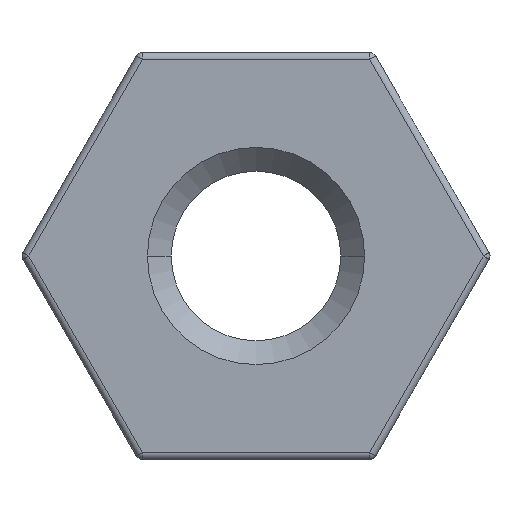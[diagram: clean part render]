
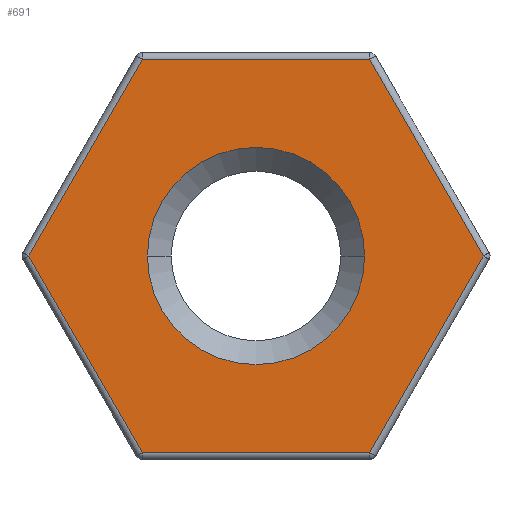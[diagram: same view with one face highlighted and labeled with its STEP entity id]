
A CAD part, left-side view. The second image highlights one B-rep face of the part: STEP entity #691.
In plain terms, the highlighted planar face has unit normal (-1, 0, 0).
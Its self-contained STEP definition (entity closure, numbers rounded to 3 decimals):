
#36 = AXIS2_PLACEMENT_3D ( 'NONE', #55, #1107, #1111 ) ;
#54 = CARTESIAN_POINT ( 'NONE',  ( 0., -1.6, 0. ) ) ;
#55 = CARTESIAN_POINT ( 'NONE',  ( 0., 0., 0. ) ) ;
#68 = ORIENTED_EDGE ( 'NONE', *, *, #356, .T. ) ;
#82 = VECTOR ( 'NONE', #298, 1000. ) ;
#98 = CARTESIAN_POINT ( 'NONE',  ( 0., 3.349, 0. ) ) ;
#102 = AXIS2_PLACEMENT_3D ( 'NONE', #1186, #1081, #897 ) ;
#131 = ORIENTED_EDGE ( 'NONE', *, *, #342, .T. ) ;
#165 = VERTEX_POINT ( 'NONE', #98 ) ;
#171 = VERTEX_POINT ( 'NONE', #54 ) ;
#186 = EDGE_CURVE ( 'NONE', #589, #918, #1252, .T. ) ;
#231 = VECTOR ( 'NONE', #238, 1000. ) ;
#238 = DIRECTION ( 'NONE',  ( 0., 1., 0. ) ) ;
#249 = EDGE_CURVE ( 'NONE', #1157, #171, #697, .T. ) ;
#256 = EDGE_CURVE ( 'NONE', #165, #863, #1260, .T. ) ;
#272 = VECTOR ( 'NONE', #879, 1000. ) ;
#274 = CARTESIAN_POINT ( 'NONE',  ( 0., 0., 2.9 ) ) ;
#277 = ORIENTED_EDGE ( 'NONE', *, *, #186, .T. ) ;
#282 = EDGE_CURVE ( 'NONE', #758, #589, #784, .T. ) ;
#298 = DIRECTION ( 'NONE',  ( 0., -1., 0. ) ) ;
#315 = EDGE_LOOP ( 'NONE', ( #277, #68, #131, #516, #983, #424 ) ) ;
#321 = EDGE_LOOP ( 'NONE', ( #1207, #604 ) ) ;
#342 = EDGE_CURVE ( 'NONE', #765, #165, #1026, .T. ) ;
#356 = EDGE_CURVE ( 'NONE', #918, #765, #1179, .T. ) ;
#365 = EDGE_CURVE ( 'NONE', #171, #1157, #959, .T. ) ;
#374 = EDGE_CURVE ( 'NONE', #863, #758, #929, .T. ) ;
#424 = ORIENTED_EDGE ( 'NONE', *, *, #282, .T. ) ;
#480 = FACE_OUTER_BOUND ( 'NONE', #315, .T. ) ;
#516 = ORIENTED_EDGE ( 'NONE', *, *, #256, .T. ) ;
#553 = CARTESIAN_POINT ( 'NONE',  ( 0., 2.511, 1.45 ) ) ;
#589 = VERTEX_POINT ( 'NONE', #818 ) ;
#604 = ORIENTED_EDGE ( 'NONE', *, *, #365, .T. ) ;
#620 = AXIS2_PLACEMENT_3D ( 'NONE', #1051, #823, #690 ) ;
#625 = CARTESIAN_POINT ( 'NONE',  ( 0., -2.511, 1.45 ) ) ;
#636 = CARTESIAN_POINT ( 'NONE',  ( 0., 1.674, -2.9 ) ) ;
#647 = FACE_BOUND ( 'NONE', #321, .T. ) ;
#670 = VECTOR ( 'NONE', #1053, 1000. ) ;
#676 = VECTOR ( 'NONE', #924, 1000. ) ;
#690 = DIRECTION ( 'NONE',  ( 0., 1., 0. ) ) ;
#691 = ADVANCED_FACE ( 'NONE', ( #480, #647 ), #1130, .F. ) ;
#697 = CIRCLE ( 'NONE', #102, 1.6 ) ;
#758 = VERTEX_POINT ( 'NONE', #1211 ) ;
#765 = VERTEX_POINT ( 'NONE', #982 ) ;
#784 = LINE ( 'NONE', #886, #272 ) ;
#797 = VECTOR ( 'NONE', #829, 1000. ) ;
#818 = CARTESIAN_POINT ( 'NONE',  ( 0., -3.349, 0. ) ) ;
#823 = DIRECTION ( 'NONE',  ( 1., 0., 0. ) ) ;
#829 = DIRECTION ( 'NONE',  ( 0., 0.5, -0.866 ) ) ;
#863 = VERTEX_POINT ( 'NONE', #636 ) ;
#879 = DIRECTION ( 'NONE',  ( 0., -0.5, 0.866 ) ) ;
#886 = CARTESIAN_POINT ( 'NONE',  ( 0., -2.511, -1.45 ) ) ;
#897 = DIRECTION ( 'NONE',  ( 0., 1., 0. ) ) ;
#918 = VERTEX_POINT ( 'NONE', #1221 ) ;
#924 = DIRECTION ( 'NONE',  ( 0., -0.5, -0.866 ) ) ;
#929 = LINE ( 'NONE', #1010, #82 ) ;
#959 = CIRCLE ( 'NONE', #36, 1.6 ) ;
#982 = CARTESIAN_POINT ( 'NONE',  ( 0., 1.674, 2.9 ) ) ;
#983 = ORIENTED_EDGE ( 'NONE', *, *, #374, .T. ) ;
#1010 = CARTESIAN_POINT ( 'NONE',  ( 0., 0., -2.9 ) ) ;
#1026 = LINE ( 'NONE', #553, #797 ) ;
#1036 = CARTESIAN_POINT ( 'NONE',  ( 0., 2.511, -1.45 ) ) ;
#1051 = CARTESIAN_POINT ( 'NONE',  ( 0., 0., 0. ) ) ;
#1053 = DIRECTION ( 'NONE',  ( 0., 0.5, 0.866 ) ) ;
#1081 = DIRECTION ( 'NONE',  ( 1., 0., 0. ) ) ;
#1107 = DIRECTION ( 'NONE',  ( 1., 0., 0. ) ) ;
#1111 = DIRECTION ( 'NONE',  ( 0., 1., 0. ) ) ;
#1130 = PLANE ( 'NONE',  #620 ) ;
#1157 = VERTEX_POINT ( 'NONE', #1230 ) ;
#1179 = LINE ( 'NONE', #274, #231 ) ;
#1186 = CARTESIAN_POINT ( 'NONE',  ( 0., 0., 0. ) ) ;
#1207 = ORIENTED_EDGE ( 'NONE', *, *, #249, .T. ) ;
#1211 = CARTESIAN_POINT ( 'NONE',  ( 0., -1.674, -2.9 ) ) ;
#1221 = CARTESIAN_POINT ( 'NONE',  ( 0., -1.674, 2.9 ) ) ;
#1230 = CARTESIAN_POINT ( 'NONE',  ( 0., 1.6, 0. ) ) ;
#1252 = LINE ( 'NONE', #625, #670 ) ;
#1260 = LINE ( 'NONE', #1036, #676 ) ;
